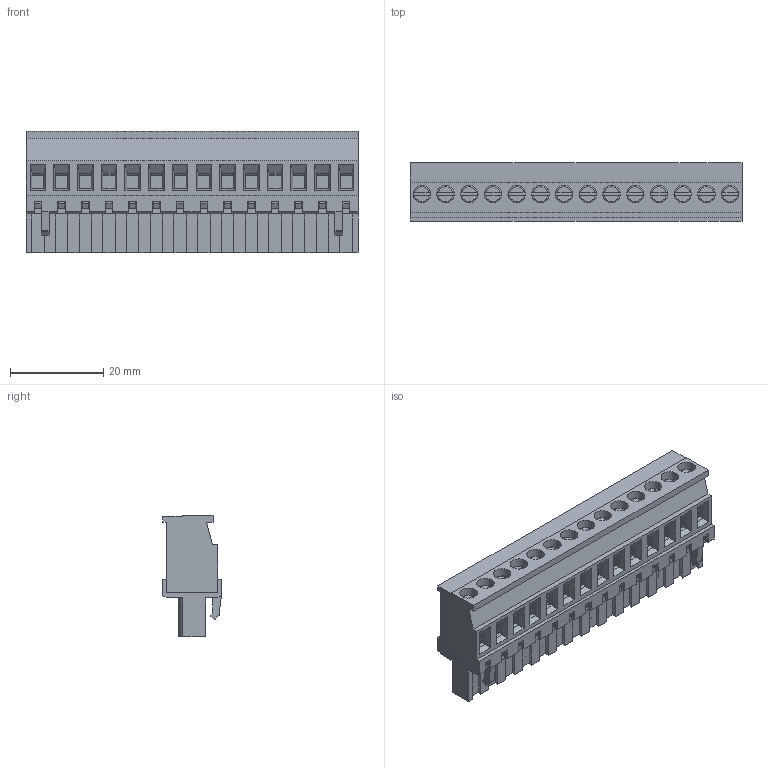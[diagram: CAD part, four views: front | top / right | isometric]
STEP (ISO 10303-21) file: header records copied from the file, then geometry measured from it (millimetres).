
FILE_DESCRIPTION( ( 'Unknown' ), '1' );
FILE_NAME( '691352510014.stp', 'Unknown', ( 'Unknown' ), ( 'Unknown' ), 'PSStep 14.0', 'Unknown', ' ' );
FILE_SCHEMA( ( 'AUTOMOTIVE_DESIGN { 1 0 10303 214 1 1 1 1 }' ) );
Length unit declared in the file: millimetre
Products named in the file (6): Assem1; 6913525100xx_CAGE; 6913525100xx; 6913525100xx_VIS; 691343510014; 691343510014_BAS
Assembly tree (44 placements, depth 2):
  Assem1
    6913525100xx_CAGE  x14
    6913525100xx  x14
    6913525100xx_VIS  x14
    691343510014
    691343510014_BAS
Bounding box: 71.12 x 12.6 x 26 mm (x, y, z)
Volume: 10954.4 mm3; surface area: 24920.3 mm2
Topology: 44 solids, 44 shells, 2870 faces, 7958 edges, 5174 vertices
Faces by surface type: plane 2216, cylinder 570, cone 42, torus 42
Full cylindrical faces by diameter (mm): 1.5 x14, 2.2 x14, 2.7 x14, 2.9 x14, 3 x14, 3.7 x14, 3.75 x14
Entity records: 61878 total; most frequent: CARTESIAN_POINT 8766, ORIENTED_EDGE 8604, DIRECTION 7758, EDGE_CURVE 4302, LINE 4042, VECTOR 4042, VERTEX_POINT 2842, AXIS2_PLACEMENT_3D 1858
